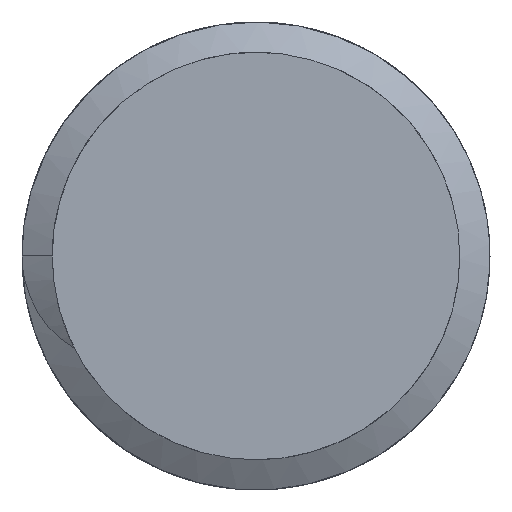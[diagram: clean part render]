
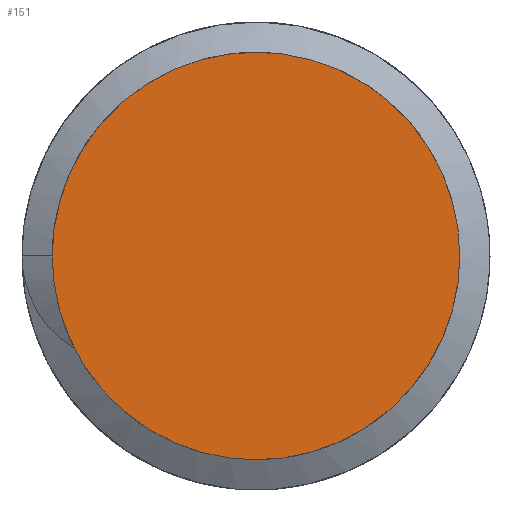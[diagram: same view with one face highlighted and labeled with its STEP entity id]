
A CAD part, left-side view. The second image highlights one B-rep face of the part: STEP entity #151.
In plain terms, the highlighted free-form (B-spline) face has degree [1, 1] with [2, 2] control points.
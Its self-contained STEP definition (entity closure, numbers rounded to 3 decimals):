
#130=CARTESIAN_POINT('',(0.,-15.75,15.75));
#131=CARTESIAN_POINT('',(0.,-15.75,-15.75));
#132=CARTESIAN_POINT('',(0.,15.75,15.75));
#133=CARTESIAN_POINT('',(0.,15.75,-15.75));
#134=B_SPLINE_SURFACE_WITH_KNOTS('',1,1,((#130,#131),(#132,#133)),.PLANE_SURF.,.F.,.F.,.U.,(2,2),(2,2),(-1.,2.),(-1.,2.),.UNSPECIFIED.);
#135=CARTESIAN_POINT('',(0.,5.25,0.));
#136=VERTEX_POINT('',#135);
#137=CARTESIAN_POINT('',(0.,5.25,0.));
#138=CARTESIAN_POINT('',(0.,5.25,-5.25));
#139=CARTESIAN_POINT('',(0.,0.,-5.25));
#140=CARTESIAN_POINT('',(0.,-5.25,-5.25));
#141=CARTESIAN_POINT('',(0.,-5.25,0.));
#142=CARTESIAN_POINT('',(0.,-5.25,5.25));
#143=CARTESIAN_POINT('',(0.,0.,5.25));
#144=CARTESIAN_POINT('',(0.,5.25,5.25));
#145=CARTESIAN_POINT('',(0.,5.25,0.));
#146=(BOUNDED_CURVE()B_SPLINE_CURVE(2,(#137,#138,#139,#140,#141,#142,#143,#144,#145),.CIRCULAR_ARC.,.T.,.U.)B_SPLINE_CURVE_WITH_KNOTS((3,2,2,2,3),(0.,0.25,0.5,0.75,1.),.UNSPECIFIED.)CURVE()GEOMETRIC_REPRESENTATION_ITEM()RATIONAL_B_SPLINE_CURVE((1.,0.707,1.,0.707,1.,0.707,1.,0.707,1.))REPRESENTATION_ITEM(''));
#147=EDGE_CURVE('',#136,#136,#146,.T.);
#148=ORIENTED_EDGE('',*,*,#147,.T.);
#149=EDGE_LOOP('',(#148));
#150=FACE_OUTER_BOUND('',#149,.T.);
#151=ADVANCED_FACE('',(#150),#134,.T.);
